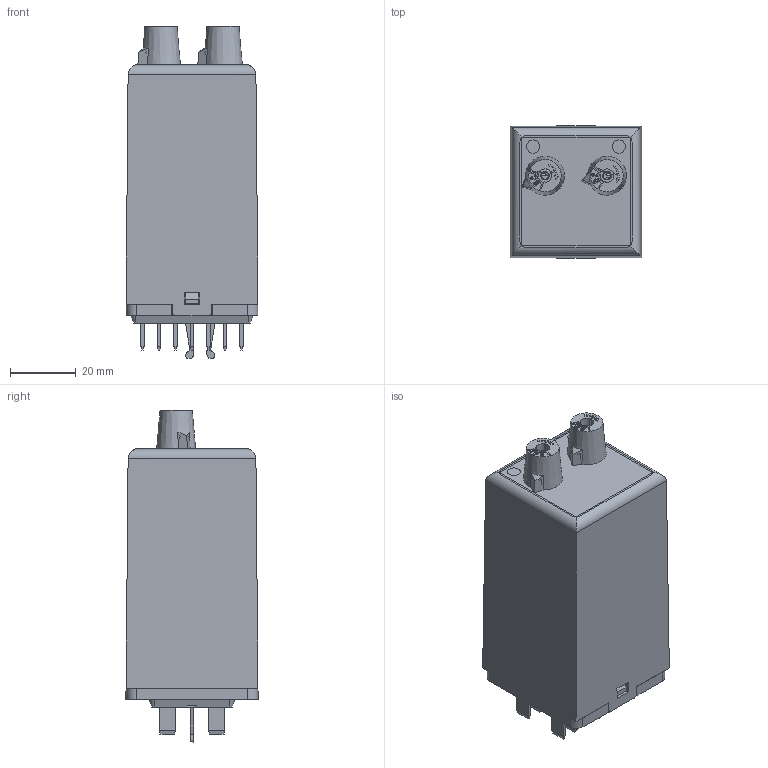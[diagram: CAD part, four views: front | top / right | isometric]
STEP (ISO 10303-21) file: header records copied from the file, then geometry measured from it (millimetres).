
FILE_DESCRIPTION((''),'2;1');
FILE_NAME('TDBE variable.stp','2011-03-08T12:58:20',('oey'),(''),'Autodesk Inventor 2011','Autodesk Inventor 2011','');
FILE_SCHEMA(('AUTOMOTIVE_DESIGN { 1 0 10303 214 1 1 1 1 }'));
Length unit declared in the file: millimetre
Products named in the file (1): TDBE variable
Bounding box: 40 x 40.06 x 100.65 mm (x, y, z)
Volume: 30620.5 mm3; surface area: 37176.5 mm2
Topology: 1 solids, 1 shells, 1647 faces, 4670 edges, 2986 vertices
Faces by surface type: plane 987, cylinder 439, bspline 152, sphere 56, cone 12, torus 1
Full cylindrical faces by diameter (mm): 1.6 x14, 1.7 x1, 2.2 x2, 2.7 x4, 4 x2, 5.4 x2, 6 x2
Entity records: 55905 total; most frequent: CARTESIAN_POINT 11635, ORIENTED_EDGE 9242, DIRECTION 8365, EDGE_CURVE 4621, VECTOR 3213, LINE 3213, VERTEX_POINT 2962, AXIS2_PLACEMENT_3D 2576
